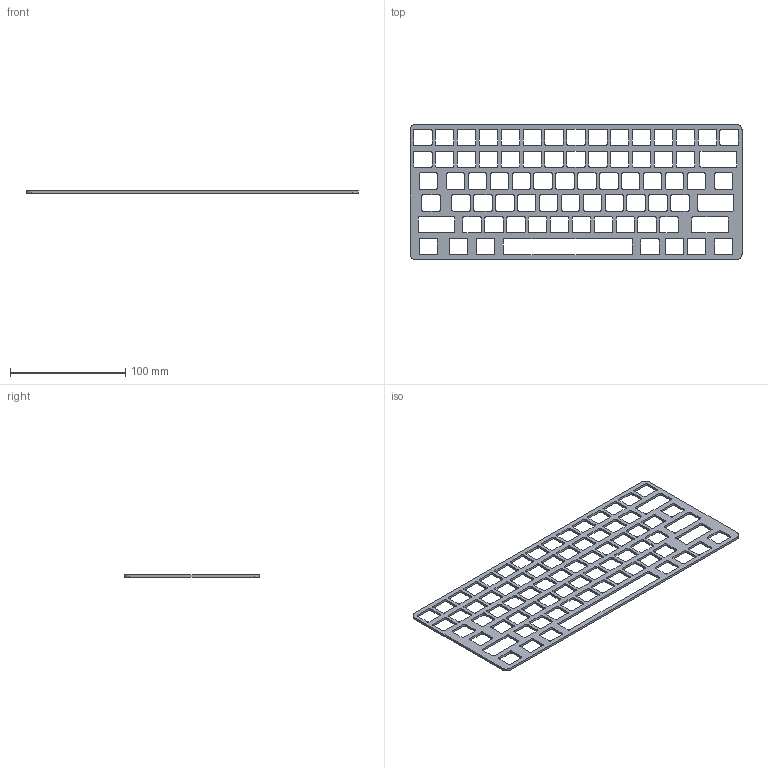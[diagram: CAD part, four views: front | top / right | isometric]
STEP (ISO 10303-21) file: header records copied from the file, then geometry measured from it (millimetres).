
FILE_DESCRIPTION(/* description */ (''),/* implementation_level */ '2;1');
FILE_NAME(/* name */ 'Plate.step',/* time_stamp */ '2024-02-24T16:45:30-05:00',/* author */ (''),/* organization */ (''),/* preprocessor_version */ 'ST-DEVELOPER v20',/* originating_system */ 'Autodesk Translation Framework v12.20.1.177',/* authorisation */ '');
FILE_SCHEMA (('AUTOMOTIVE_DESIGN { 1 0 10303 214 3 1 1 }'));
Length unit declared in the file: millimetre
Products named in the file (1): (Unsaved)
Bounding box: 288.2 x 117.2 x 2 mm (x, y, z)
Volume: 29117.8 mm3; surface area: 40222.2 mm2
Topology: 1 solids, 1 shells, 630 faces, 1884 edges, 1256 vertices
Faces by surface type: plane 322, cylinder 308
Entity records: 21708 total; most frequent: CARTESIAN_POINT 3771, ORIENTED_EDGE 3768, DIRECTION 3762, EDGE_CURVE 1884, LINE 1268, VECTOR 1268, VERTEX_POINT 1256, AXIS2_PLACEMENT_3D 1247
